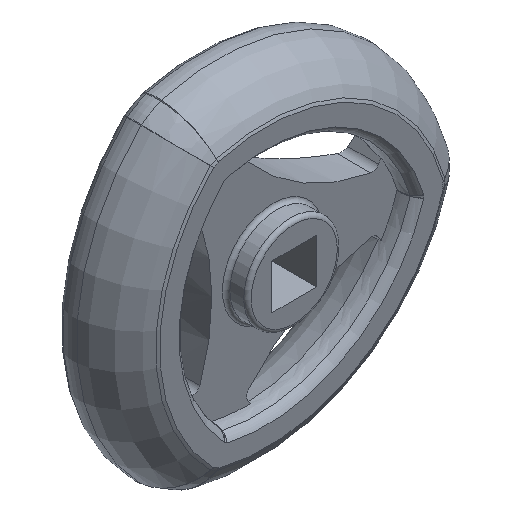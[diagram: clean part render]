
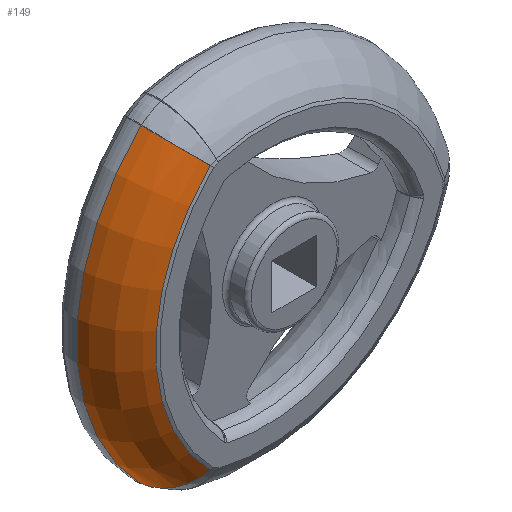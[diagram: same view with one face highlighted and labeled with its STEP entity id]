
A CAD part, isometric view. The second image highlights one B-rep face of the part: STEP entity #149.
In plain terms, the highlighted toroidal (fillet/blend) face has major radius 21.742 mm and minor radius 7.6 mm.
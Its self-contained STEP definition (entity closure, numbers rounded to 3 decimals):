
#149 = ADVANCED_FACE( '', ( #381 ), #382, .T. );
#381 = FACE_OUTER_BOUND( '', #768, .T. );
#382 = TOROIDAL_SURFACE( '', #769, 21.742, 7.6 );
#768 = EDGE_LOOP( '', ( #1302, #1303, #1304, #1305 ) );
#769 = AXIS2_PLACEMENT_3D( '', #1306, #1307, #1308 );
#1302 = ORIENTED_EDGE( '', *, *, #2240, .T. );
#1303 = ORIENTED_EDGE( '', *, *, #2231, .T. );
#1304 = ORIENTED_EDGE( '', *, *, #2241, .F. );
#1305 = ORIENTED_EDGE( '', *, *, #2242, .F. );
#1306 = CARTESIAN_POINT( '', ( 6.95, 7.386, 0. ) );
#1307 = DIRECTION( '', ( 0., 1., 0. ) );
#1308 = DIRECTION( '', ( 0., 0., 1. ) );
#2231 = EDGE_CURVE( '', #2669, #2667, #2670, .T. );
#2240 = EDGE_CURVE( '', #2681, #2669, #2682, .T. );
#2241 = EDGE_CURVE( '', #2683, #2667, #2684, .T. );
#2242 = EDGE_CURVE( '', #2681, #2683, #2685, .T. );
#2667 = VERTEX_POINT( '', #3318 );
#2669 = VERTEX_POINT( '', #3320 );
#2670 = CIRCLE( '', #3321, 24.958 );
#2681 = VERTEX_POINT( '', #3336 );
#2682 = CIRCLE( '', #3337, 7.6 );
#2683 = VERTEX_POINT( '', #3338 );
#2684 = CIRCLE( '', #3339, 7.6 );
#2685 = CIRCLE( '', #3340, 29.313 );
#3318 = CARTESIAN_POINT( '', ( -10.698, 0.5, 17.648 ) );
#3320 = CARTESIAN_POINT( '', ( -10.698, 0.5, -17.648 ) );
#3321 = AXIS2_PLACEMENT_3D( '', #4380, #4381, #4382 );
#3336 = CARTESIAN_POINT( '', ( -13.777, 6.72, -20.727 ) );
#3337 = AXIS2_PLACEMENT_3D( '', #4393, #4394, #4395 );
#3338 = CARTESIAN_POINT( '', ( -13.777, 6.72, 20.727 ) );
#3339 = AXIS2_PLACEMENT_3D( '', #4396, #4397, #4398 );
#3340 = AXIS2_PLACEMENT_3D( '', #4399, #4400, #4401 );
#4380 = CARTESIAN_POINT( '', ( 6.95, 0.5, 0. ) );
#4381 = DIRECTION( '', ( 0., 1., 0. ) );
#4382 = DIRECTION( '', ( 0., 0., 1. ) );
#4393 = CARTESIAN_POINT( '', ( -8.424, 7.386, -15.374 ) );
#4394 = DIRECTION( '', ( -0.707, 0., 0.707 ) );
#4395 = DIRECTION( '', ( 0.707, 0., 0.707 ) );
#4396 = CARTESIAN_POINT( '', ( -8.424, 7.386, 15.374 ) );
#4397 = DIRECTION( '', ( 0.707, 0., 0.707 ) );
#4398 = DIRECTION( '', ( 0.707, 0., -0.707 ) );
#4399 = CARTESIAN_POINT( '', ( 6.95, 6.72, 0. ) );
#4400 = DIRECTION( '', ( 0., 1., 0. ) );
#4401 = DIRECTION( '', ( 0., 0., 1. ) );
